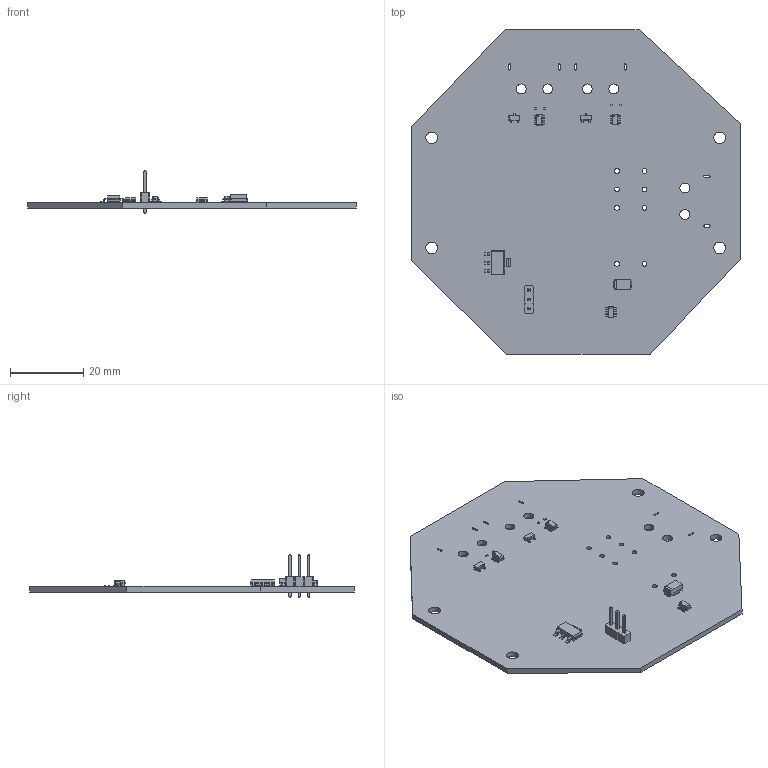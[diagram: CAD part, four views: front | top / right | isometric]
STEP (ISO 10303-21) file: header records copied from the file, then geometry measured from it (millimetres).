
FILE_DESCRIPTION(('KiCad electronic assembly'),'2;1');
FILE_NAME('E-Stop.step','2025-10-04T14:33:42',('Pcbnew'),('Kicad'), 'Open CASCADE STEP processor 7.9','KiCad to STEP converter','Unknown' );
FILE_SCHEMA(('AUTOMOTIVE_DESIGN { 1 0 10303 214 1 1 1 1 }'));
Length unit declared in the file: millimetre
Products named in the file (8): E-Stop 1; SOT-223; R_0201_0603Metric; SOT-23-6; SOT-23; PinHeader_1x03_P2.54mm_Vertical; D_SMA; E-Stop_PCB
Assembly tree (13 placements, depth 2):
  E-Stop 1
    SOT-223
    R_0201_0603Metric  x4
    SOT-23-6  x3
    SOT-23  x2
    PinHeader_1x03_P2.54mm_Vertical
    D_SMA
    E-Stop_PCB
Bounding box: 89.64 x 88.5 x 11.54 mm (x, y, z)
Volume: 9974.9 mm3; surface area: 14142.9 mm2
Topology: 13 solids, 13 shells, 840 faces, 2193 edges, 1392 vertices
Faces by surface type: plane 561, cylinder 181, bspline 98
Full cylindrical faces by diameter (mm): 1 x3, 1.3 x8, 2.7 x6, 3.2 x4
Entity records: 17378 total; most frequent: CARTESIAN_POINT 2670, ORIENTED_EDGE 2387, DIRECTION 2155, EDGE_CURVE 1194, LINE 915, VECTOR 915, VERTEX_POINT 759, AXIS2_PLACEMENT_3D 620
